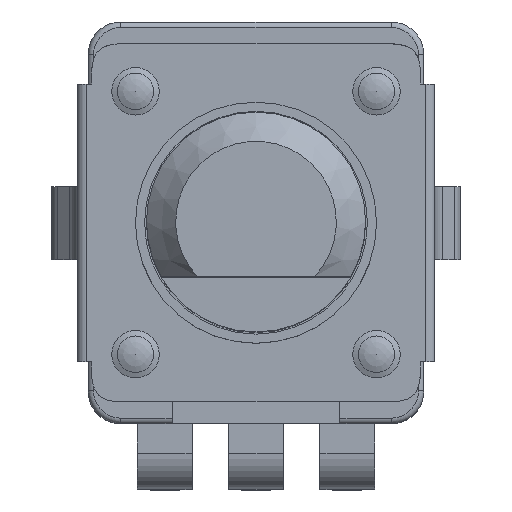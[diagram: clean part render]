
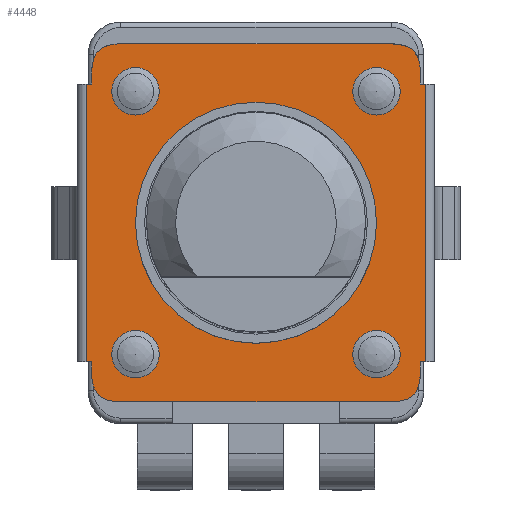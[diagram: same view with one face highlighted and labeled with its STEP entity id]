
A CAD part, top view. The second image highlights one B-rep face of the part: STEP entity #4448.
In plain terms, the highlighted planar face has unit normal (0, 0, 1).
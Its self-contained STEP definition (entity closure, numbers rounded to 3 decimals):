
#102=FACE_BOUND('',#550,.T.);
#103=FACE_BOUND('',#551,.T.);
#104=FACE_BOUND('',#552,.T.);
#105=FACE_BOUND('',#553,.T.);
#106=FACE_BOUND('',#554,.T.);
#133=PLANE('',#4741);
#284=FACE_OUTER_BOUND('',#549,.T.);
#549=EDGE_LOOP('',(#3117,#3118,#3119,#3120,#3121,#3122,#3123,#3124,#3125,
#3126,#3127,#3128,#3129,#3130,#3131,#3132));
#550=EDGE_LOOP('',(#3133));
#551=EDGE_LOOP('',(#3134));
#552=EDGE_LOOP('',(#3135));
#553=EDGE_LOOP('',(#3136));
#554=EDGE_LOOP('',(#3137));
#836=B_SPLINE_CURVE_WITH_KNOTS('',3,(#6389,#6390,#6391,#6392,#6393,#6394,
#6395,#6396,#6397,#6398),.UNSPECIFIED.,.F.,.F.,(4,3,3,4),(0.,0.05,
0.099,0.173),.UNSPECIFIED.);
#837=B_SPLINE_CURVE_WITH_KNOTS('',3,(#6402,#6403,#6404,#6405,#6406,#6407,
#6408,#6409,#6410,#6411),.UNSPECIFIED.,.F.,.F.,(4,3,3,4),(0.,0.074,
0.124,0.173),.UNSPECIFIED.);
#838=B_SPLINE_CURVE_WITH_KNOTS('',3,(#6418,#6419,#6420,#6421,#6422,#6423,
#6424,#6425,#6426,#6427),.UNSPECIFIED.,.F.,.F.,(4,3,3,4),(0.,0.05,
0.099,0.173),.UNSPECIFIED.);
#839=B_SPLINE_CURVE_WITH_KNOTS('',3,(#6431,#6432,#6433,#6434,#6435,#6436,
#6437,#6438,#6439,#6440),.UNSPECIFIED.,.F.,.F.,(4,3,3,4),(0.,0.074,
0.124,0.173),.UNSPECIFIED.);
#944=LINE('',#6324,#1377);
#950=LINE('',#6336,#1383);
#966=LINE('',#6372,#1399);
#968=LINE('',#6378,#1401);
#973=LINE('',#6387,#1406);
#974=LINE('',#6400,#1407);
#975=LINE('',#6412,#1408);
#976=LINE('',#6414,#1409);
#977=LINE('',#6416,#1410);
#978=LINE('',#6429,#1411);
#979=LINE('',#6442,#1412);
#980=LINE('',#6443,#1413);
#1377=VECTOR('',#5105,10.);
#1383=VECTOR('',#5115,10.);
#1399=VECTOR('',#5137,10.);
#1401=VECTOR('',#5143,10.);
#1406=VECTOR('',#5150,10.);
#1407=VECTOR('',#5151,10.);
#1408=VECTOR('',#5152,10.);
#1409=VECTOR('',#5153,10.);
#1410=VECTOR('',#5154,10.);
#1411=VECTOR('',#5155,10.);
#1412=VECTOR('',#5156,10.);
#1413=VECTOR('',#5157,10.);
#1813=CIRCLE('',#4742,3.3);
#1814=CIRCLE('',#4743,0.5);
#1815=CIRCLE('',#4744,0.5);
#1816=CIRCLE('',#4745,0.5);
#1817=CIRCLE('',#4746,0.5);
#1957=VERTEX_POINT('',#6321);
#1958=VERTEX_POINT('',#6323);
#1962=VERTEX_POINT('',#6334);
#1978=VERTEX_POINT('',#6369);
#1979=VERTEX_POINT('',#6371);
#1981=VERTEX_POINT('',#6377);
#1984=VERTEX_POINT('',#6386);
#1985=VERTEX_POINT('',#6388);
#1986=VERTEX_POINT('',#6399);
#1987=VERTEX_POINT('',#6401);
#1988=VERTEX_POINT('',#6413);
#1989=VERTEX_POINT('',#6415);
#1990=VERTEX_POINT('',#6417);
#1991=VERTEX_POINT('',#6428);
#1992=VERTEX_POINT('',#6430);
#1993=VERTEX_POINT('',#6441);
#1994=VERTEX_POINT('',#6444);
#1995=VERTEX_POINT('',#6446);
#1996=VERTEX_POINT('',#6448);
#1997=VERTEX_POINT('',#6450);
#1998=VERTEX_POINT('',#6452);
#2405=EDGE_CURVE('',#1957,#1958,#944,.T.);
#2412=EDGE_CURVE('',#1957,#1962,#950,.T.);
#2429=EDGE_CURVE('',#1978,#1979,#966,.T.);
#2432=EDGE_CURVE('',#1981,#1979,#968,.T.);
#2437=EDGE_CURVE('',#1962,#1984,#973,.T.);
#2438=EDGE_CURVE('',#1985,#1984,#836,.T.);
#2439=EDGE_CURVE('',#1985,#1986,#974,.F.);
#2440=EDGE_CURVE('',#1987,#1986,#837,.T.);
#2441=EDGE_CURVE('',#1987,#1981,#975,.T.);
#2442=EDGE_CURVE('',#1978,#1988,#976,.T.);
#2443=EDGE_CURVE('',#1988,#1989,#977,.T.);
#2444=EDGE_CURVE('',#1990,#1989,#838,.T.);
#2445=EDGE_CURVE('',#1990,#1991,#978,.F.);
#2446=EDGE_CURVE('',#1992,#1991,#839,.T.);
#2447=EDGE_CURVE('',#1992,#1993,#979,.T.);
#2448=EDGE_CURVE('',#1993,#1958,#980,.T.);
#2449=EDGE_CURVE('',#1994,#1994,#1813,.T.);
#2450=EDGE_CURVE('',#1995,#1995,#1814,.T.);
#2451=EDGE_CURVE('',#1996,#1996,#1815,.T.);
#2452=EDGE_CURVE('',#1997,#1997,#1816,.T.);
#2453=EDGE_CURVE('',#1998,#1998,#1817,.T.);
#3117=ORIENTED_EDGE('',*,*,#2405,.F.);
#3118=ORIENTED_EDGE('',*,*,#2412,.T.);
#3119=ORIENTED_EDGE('',*,*,#2437,.T.);
#3120=ORIENTED_EDGE('',*,*,#2438,.F.);
#3121=ORIENTED_EDGE('',*,*,#2439,.T.);
#3122=ORIENTED_EDGE('',*,*,#2440,.F.);
#3123=ORIENTED_EDGE('',*,*,#2441,.T.);
#3124=ORIENTED_EDGE('',*,*,#2432,.T.);
#3125=ORIENTED_EDGE('',*,*,#2429,.F.);
#3126=ORIENTED_EDGE('',*,*,#2442,.T.);
#3127=ORIENTED_EDGE('',*,*,#2443,.T.);
#3128=ORIENTED_EDGE('',*,*,#2444,.F.);
#3129=ORIENTED_EDGE('',*,*,#2445,.T.);
#3130=ORIENTED_EDGE('',*,*,#2446,.F.);
#3131=ORIENTED_EDGE('',*,*,#2447,.T.);
#3132=ORIENTED_EDGE('',*,*,#2448,.T.);
#3133=ORIENTED_EDGE('',*,*,#2449,.T.);
#3134=ORIENTED_EDGE('',*,*,#2450,.T.);
#3135=ORIENTED_EDGE('',*,*,#2451,.T.);
#3136=ORIENTED_EDGE('',*,*,#2452,.T.);
#3137=ORIENTED_EDGE('',*,*,#2453,.T.);
#4448=ADVANCED_FACE('',(#284,#102,#103,#104,#105,#106),#133,.T.);
#4741=AXIS2_PLACEMENT_3D('',#6385,#5148,#5149);
#4742=AXIS2_PLACEMENT_3D('',#6445,#5158,#5159);
#4743=AXIS2_PLACEMENT_3D('',#6447,#5160,#5161);
#4744=AXIS2_PLACEMENT_3D('',#6449,#5162,#5163);
#4745=AXIS2_PLACEMENT_3D('',#6451,#5164,#5165);
#4746=AXIS2_PLACEMENT_3D('',#6453,#5166,#5167);
#5105=DIRECTION('',(0.,-1.,0.));
#5115=DIRECTION('',(-1.,0.,0.));
#5137=DIRECTION('',(0.,1.,0.));
#5143=DIRECTION('',(-1.,0.,0.));
#5148=DIRECTION('center_axis',(0.,0.,1.));
#5149=DIRECTION('ref_axis',(1.,0.,0.));
#5150=DIRECTION('',(0.,1.,0.));
#5151=DIRECTION('',(1.,0.,0.));
#5152=DIRECTION('',(0.,-1.,0.));
#5153=DIRECTION('',(1.,0.,0.));
#5154=DIRECTION('',(0.,-1.,0.));
#5155=DIRECTION('',(-1.,0.,0.));
#5156=DIRECTION('',(0.,1.,0.));
#5157=DIRECTION('',(1.,0.,0.));
#5158=DIRECTION('center_axis',(0.,0.,-1.));
#5159=DIRECTION('ref_axis',(1.,0.,0.));
#5160=DIRECTION('center_axis',(0.,0.,-1.));
#5161=DIRECTION('ref_axis',(0.,1.,0.));
#5162=DIRECTION('center_axis',(0.,0.,-1.));
#5163=DIRECTION('ref_axis',(0.,1.,0.));
#5164=DIRECTION('center_axis',(0.,0.,-1.));
#5165=DIRECTION('ref_axis',(0.,1.,0.));
#5166=DIRECTION('center_axis',(0.,0.,-1.));
#5167=DIRECTION('ref_axis',(0.,1.,0.));
#6321=CARTESIAN_POINT('',(9.55,9.3,6.8));
#6323=CARTESIAN_POINT('',(9.55,1.7,6.8));
#6324=CARTESIAN_POINT('',(9.55,2.75,6.8));
#6334=CARTESIAN_POINT('',(9.4,9.3,6.8));
#6336=CARTESIAN_POINT('',(7.35,9.3,6.8));
#6369=CARTESIAN_POINT('',(0.25,1.7,6.8));
#6371=CARTESIAN_POINT('',(0.25,9.3,6.8));
#6372=CARTESIAN_POINT('',(0.25,8.25,6.8));
#6377=CARTESIAN_POINT('',(0.4,9.3,6.8));
#6378=CARTESIAN_POINT('',(2.65,9.3,6.8));
#6385=CARTESIAN_POINT('Origin',(4.9,5.5,6.8));
#6386=CARTESIAN_POINT('',(9.4,9.6,6.8));
#6387=CARTESIAN_POINT('',(9.4,7.4,6.8));
#6388=CARTESIAN_POINT('',(8.6,10.4,6.8));
#6389=CARTESIAN_POINT('Ctrl Pts',(8.6,10.4,6.8));
#6390=CARTESIAN_POINT('Ctrl Pts',(8.771,10.4,6.8));
#6391=CARTESIAN_POINT('Ctrl Pts',(8.904,10.379,6.8));
#6392=CARTESIAN_POINT('Ctrl Pts',(9.011,10.338,6.8));
#6393=CARTESIAN_POINT('Ctrl Pts',(9.118,10.297,6.8));
#6394=CARTESIAN_POINT('Ctrl Pts',(9.2,10.236,6.8));
#6395=CARTESIAN_POINT('Ctrl Pts',(9.261,10.153,6.8));
#6396=CARTESIAN_POINT('Ctrl Pts',(9.353,10.029,6.8));
#6397=CARTESIAN_POINT('Ctrl Pts',(9.4,9.856,6.8));
#6398=CARTESIAN_POINT('Ctrl Pts',(9.4,9.6,6.8));
#6399=CARTESIAN_POINT('',(1.2,10.4,6.8));
#6400=CARTESIAN_POINT('',(7.35,10.4,6.8));
#6401=CARTESIAN_POINT('',(0.4,9.6,6.8));
#6402=CARTESIAN_POINT('Ctrl Pts',(0.4,9.6,6.8));
#6403=CARTESIAN_POINT('Ctrl Pts',(0.4,9.856,6.8));
#6404=CARTESIAN_POINT('Ctrl Pts',(0.447,10.029,6.8));
#6405=CARTESIAN_POINT('Ctrl Pts',(0.539,10.153,6.8));
#6406=CARTESIAN_POINT('Ctrl Pts',(0.6,10.236,6.8));
#6407=CARTESIAN_POINT('Ctrl Pts',(0.682,10.297,6.8));
#6408=CARTESIAN_POINT('Ctrl Pts',(0.789,10.338,6.8));
#6409=CARTESIAN_POINT('Ctrl Pts',(0.896,10.379,6.8));
#6410=CARTESIAN_POINT('Ctrl Pts',(1.029,10.4,6.8));
#6411=CARTESIAN_POINT('Ctrl Pts',(1.2,10.4,6.8));
#6412=CARTESIAN_POINT('',(0.4,8.25,6.8));
#6413=CARTESIAN_POINT('',(0.4,1.7,6.8));
#6414=CARTESIAN_POINT('',(2.45,1.7,6.8));
#6415=CARTESIAN_POINT('',(0.4,1.4,6.8));
#6416=CARTESIAN_POINT('',(0.4,3.6,6.8));
#6417=CARTESIAN_POINT('',(1.2,0.6,6.8));
#6418=CARTESIAN_POINT('Ctrl Pts',(1.2,0.6,6.8));
#6419=CARTESIAN_POINT('Ctrl Pts',(1.029,0.6,6.8));
#6420=CARTESIAN_POINT('Ctrl Pts',(0.896,0.621,6.8));
#6421=CARTESIAN_POINT('Ctrl Pts',(0.789,0.662,6.8));
#6422=CARTESIAN_POINT('Ctrl Pts',(0.682,0.703,6.8));
#6423=CARTESIAN_POINT('Ctrl Pts',(0.6,0.764,6.8));
#6424=CARTESIAN_POINT('Ctrl Pts',(0.539,0.847,6.8));
#6425=CARTESIAN_POINT('Ctrl Pts',(0.447,0.971,6.8));
#6426=CARTESIAN_POINT('Ctrl Pts',(0.4,1.144,6.8));
#6427=CARTESIAN_POINT('Ctrl Pts',(0.4,1.4,6.8));
#6428=CARTESIAN_POINT('',(8.6,0.6,6.8));
#6429=CARTESIAN_POINT('',(2.45,0.6,6.8));
#6430=CARTESIAN_POINT('',(9.4,1.4,6.8));
#6431=CARTESIAN_POINT('Ctrl Pts',(9.4,1.4,6.8));
#6432=CARTESIAN_POINT('Ctrl Pts',(9.4,1.144,6.8));
#6433=CARTESIAN_POINT('Ctrl Pts',(9.353,0.971,6.8));
#6434=CARTESIAN_POINT('Ctrl Pts',(9.261,0.847,6.8));
#6435=CARTESIAN_POINT('Ctrl Pts',(9.2,0.764,6.8));
#6436=CARTESIAN_POINT('Ctrl Pts',(9.118,0.703,6.8));
#6437=CARTESIAN_POINT('Ctrl Pts',(9.011,0.662,6.8));
#6438=CARTESIAN_POINT('Ctrl Pts',(8.904,0.621,6.8));
#6439=CARTESIAN_POINT('Ctrl Pts',(8.771,0.6,6.8));
#6440=CARTESIAN_POINT('Ctrl Pts',(8.6,0.6,6.8));
#6441=CARTESIAN_POINT('',(9.4,1.7,6.8));
#6442=CARTESIAN_POINT('',(9.4,2.75,6.8));
#6443=CARTESIAN_POINT('',(7.15,1.7,6.8));
#6444=CARTESIAN_POINT('',(1.6,5.5,6.8));
#6445=CARTESIAN_POINT('Origin',(4.9,5.5,6.8));
#6446=CARTESIAN_POINT('',(8.2,1.4,6.8));
#6447=CARTESIAN_POINT('Origin',(8.2,1.9,6.8));
#6448=CARTESIAN_POINT('',(1.6,8.6,6.8));
#6449=CARTESIAN_POINT('Origin',(1.6,9.1,6.8));
#6450=CARTESIAN_POINT('',(8.2,8.6,6.8));
#6451=CARTESIAN_POINT('Origin',(8.2,9.1,6.8));
#6452=CARTESIAN_POINT('',(1.6,1.4,6.8));
#6453=CARTESIAN_POINT('Origin',(1.6,1.9,6.8));
